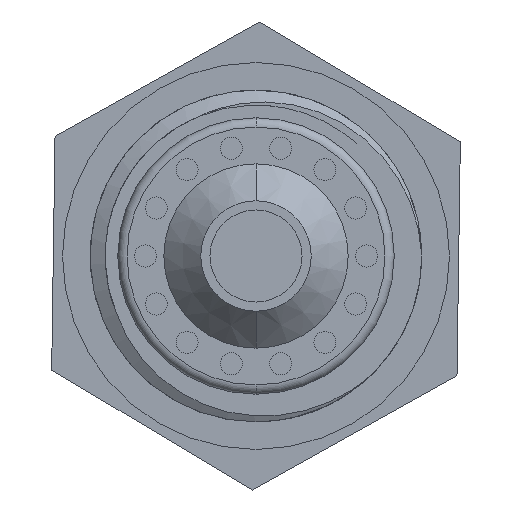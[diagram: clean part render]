
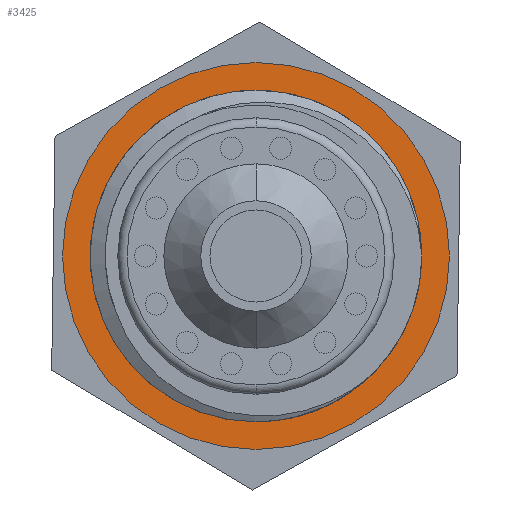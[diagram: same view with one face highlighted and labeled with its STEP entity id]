
A CAD part, front view. The second image highlights one B-rep face of the part: STEP entity #3425.
In plain terms, the highlighted planar face has unit normal (0, -1, 0).
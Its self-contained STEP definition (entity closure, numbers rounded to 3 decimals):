
#115 = DIRECTION ( 'NONE',  ( 0., -1., 0. ) ) ;
#146 = AXIS2_PLACEMENT_3D ( 'NONE', #3507, #4849, #3480 ) ;
#534 = VERTEX_POINT ( 'NONE', #4050 ) ;
#536 = CIRCLE ( 'NONE', #5710, 10.5 ) ;
#560 = DIRECTION ( 'NONE',  ( 0., 0., -1. ) ) ;
#585 = CARTESIAN_POINT ( 'NONE',  ( 0., -5.75, 0. ) ) ;
#671 = DIRECTION ( 'NONE',  ( 0., -1., 0. ) ) ;
#700 = CARTESIAN_POINT ( 'NONE',  ( 0., -5.75, 0. ) ) ;
#738 = EDGE_CURVE ( 'NONE', #1694, #2859, #3774, .T. ) ;
#753 = CARTESIAN_POINT ( 'NONE',  ( -4.477, -5.75, -7.808 ) ) ;
#957 = ORIENTED_EDGE ( 'NONE', *, *, #3862, .T. ) ;
#1204 = VERTEX_POINT ( 'NONE', #2118 ) ;
#1470 = EDGE_CURVE ( 'NONE', #1204, #534, #2195, .T. ) ;
#1639 = PLANE ( 'NONE',  #146 ) ;
#1654 = AXIS2_PLACEMENT_3D ( 'NONE', #3180, #5555, #3275 ) ;
#1694 = VERTEX_POINT ( 'NONE', #753 ) ;
#1871 = CIRCLE ( 'NONE', #4557, 9. ) ;
#2118 = CARTESIAN_POINT ( 'NONE',  ( 0., -5.75, 10.5 ) ) ;
#2195 = CIRCLE ( 'NONE', #2587, 10.5 ) ;
#2452 = CARTESIAN_POINT ( 'NONE',  ( 0., -5.75, 0. ) ) ;
#2587 = AXIS2_PLACEMENT_3D ( 'NONE', #2452, #115, #4290 ) ;
#2859 = VERTEX_POINT ( 'NONE', #5908 ) ;
#3180 = CARTESIAN_POINT ( 'NONE',  ( 0., -5.75, 0. ) ) ;
#3275 = DIRECTION ( 'NONE',  ( 0., 0., -1. ) ) ;
#3425 = ADVANCED_FACE ( 'NONE', ( #3937, #5755 ), #1639, .T. ) ;
#3438 = DIRECTION ( 'NONE',  ( 0., 0., -1. ) ) ;
#3480 = DIRECTION ( 'NONE',  ( 0., 0., -1. ) ) ;
#3507 = CARTESIAN_POINT ( 'NONE',  ( 0., -5.75, 0. ) ) ;
#3692 = EDGE_LOOP ( 'NONE', ( #3882, #957 ) ) ;
#3774 = CIRCLE ( 'NONE', #1654, 9. ) ;
#3862 = EDGE_CURVE ( 'NONE', #534, #1204, #536, .T. ) ;
#3882 = ORIENTED_EDGE ( 'NONE', *, *, #1470, .T. ) ;
#3937 = FACE_BOUND ( 'NONE', #5002, .T. ) ;
#4050 = CARTESIAN_POINT ( 'NONE',  ( 0., -5.75, -10.5 ) ) ;
#4119 = ORIENTED_EDGE ( 'NONE', *, *, #738, .F. ) ;
#4150 = EDGE_CURVE ( 'NONE', #2859, #1694, #1871, .T. ) ;
#4290 = DIRECTION ( 'NONE',  ( 0., 0., -1. ) ) ;
#4557 = AXIS2_PLACEMENT_3D ( 'NONE', #700, #671, #3438 ) ;
#4670 = DIRECTION ( 'NONE',  ( 0., -1., 0. ) ) ;
#4849 = DIRECTION ( 'NONE',  ( 0., -1., 0. ) ) ;
#5002 = EDGE_LOOP ( 'NONE', ( #5450, #4119 ) ) ;
#5450 = ORIENTED_EDGE ( 'NONE', *, *, #4150, .F. ) ;
#5555 = DIRECTION ( 'NONE',  ( 0., -1., 0. ) ) ;
#5710 = AXIS2_PLACEMENT_3D ( 'NONE', #585, #4670, #560 ) ;
#5755 = FACE_OUTER_BOUND ( 'NONE', #3692, .T. ) ;
#5908 = CARTESIAN_POINT ( 'NONE',  ( -8.686, -5.75, -2.355 ) ) ;
